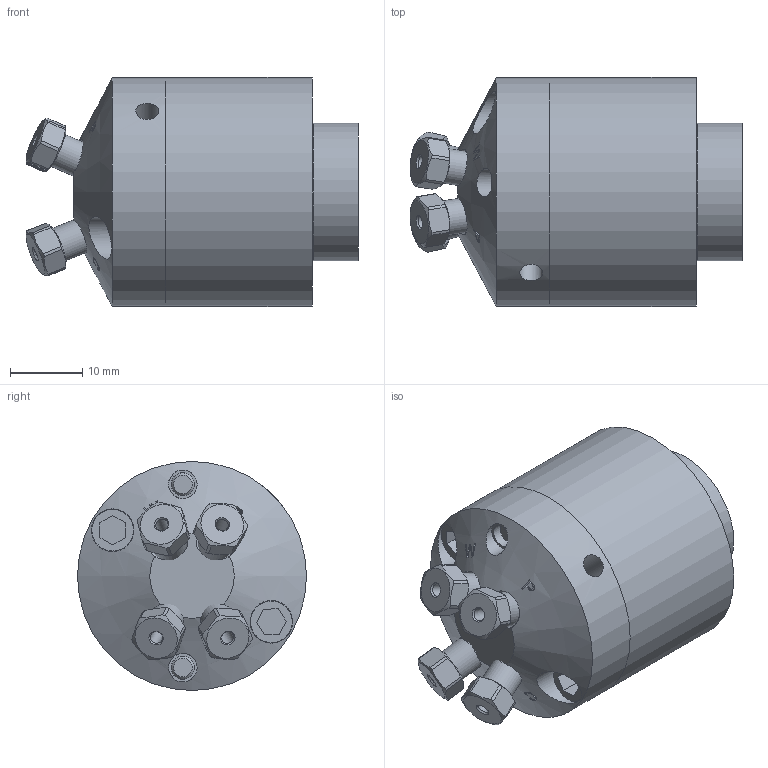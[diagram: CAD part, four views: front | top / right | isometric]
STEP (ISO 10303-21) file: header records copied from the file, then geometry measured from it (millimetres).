
FILE_DESCRIPTION((''),'2;1');
FILE_NAME('312375-C4-1004-.5D Cheminert valve.stp','2013-08-14T16:01:29',('Franzp'),(''),'Autodesk Inventor 2013','Autodesk Inventor 2013','');
FILE_SCHEMA(('AUTOMOTIVE_DESIGN { 1 0 10303 214 1 1 1 1 }'));
Length unit declared in the file: millimetre
Products named in the file (1): 312375_Shrinkwrap_1
Bounding box: 46.02 x 31.75 x 31.75 mm (x, y, z)
Surface area: 8647.7 mm2 (no closed solid volume)
Topology: 0 solids, 16 shells, 168 faces, 522 edges, 370 vertices
Faces by surface type: plane 75, cylinder 53, cone 26, bspline 13, torus 1
Full cylindrical faces by diameter (mm): 1.727 x4, 3.165 x2, 3.175 x1, 3.183 x1, 3.22 x2, 3.302 x2, 4.826 x4, 5.89 x2, 7.142 x1, 7.155 x1, 9.525 x1, 14.732 x1, 19.05 x1, 31.75 x2
Entity records: 6515 total; most frequent: CARTESIAN_POINT 2266, ORIENTED_EDGE 762, DIRECTION 749, EDGE_CURVE 452, VERTEX_POINT 348, AXIS2_PLACEMENT_3D 311, EDGE_LOOP 257, FACE_OUTER_BOUND 168
